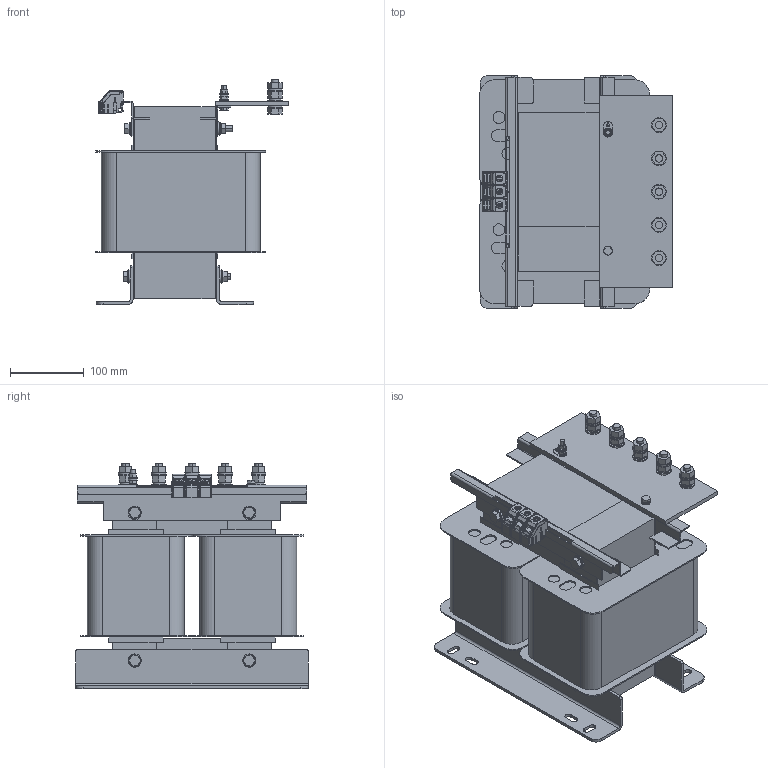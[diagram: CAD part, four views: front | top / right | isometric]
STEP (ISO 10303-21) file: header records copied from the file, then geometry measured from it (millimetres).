
FILE_DESCRIPTION((''),'2;1');
FILE_NAME('NDK-5000_ASM','2023-08-16T10:53:15',('yanyan'),(''),'CREO PARAMETRIC BY PTC INC, 2020044','CREO PARAMETRIC BY PTC INC, 2020044','');
FILE_SCHEMA(('CONFIG_CONTROL_DESIGN','SHAPE_APPEARANCE_LAYERS_GROUPS'));
Products named in the file (1): NDK-5000_ASM
Bounding box: 260.5 x 315 x 305 mm (x, y, z)
Surface area: 1232904.7 mm2 (no closed solid volume)
Topology: 0 solids, 126 shells, 2204 faces, 5537 edges, 3594 vertices
Faces by surface type: plane 1348, cylinder 792, torus 62, bspline 2
Entity records: 75870 total; most frequent: CARTESIAN_POINT 12582, DIRECTION 11295, ORIENTED_EDGE 10931, EDGE_CURVE 5537, AXIS2_PLACEMENT_3D 3808, VECTOR 3679, LINE 3679, VERTEX_POINT 3594
